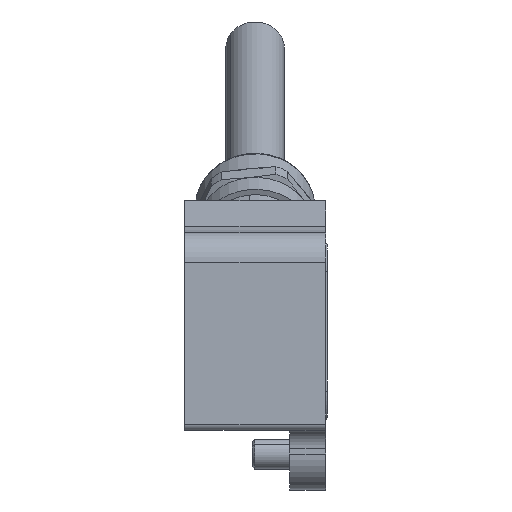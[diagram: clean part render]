
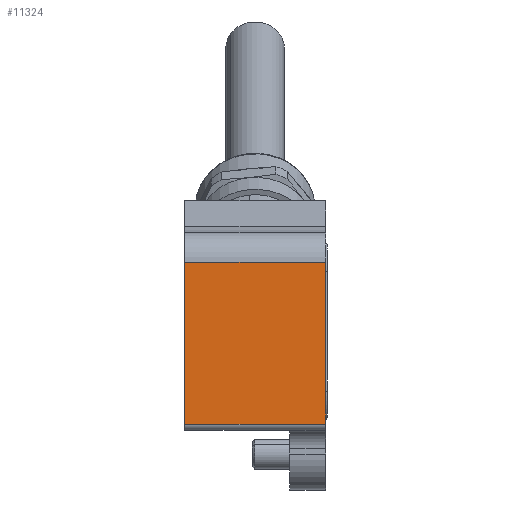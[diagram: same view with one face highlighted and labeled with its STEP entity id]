
A CAD part, left-side view. The second image highlights one B-rep face of the part: STEP entity #11324.
In plain terms, the highlighted planar face has unit normal (-1, 0, 0).
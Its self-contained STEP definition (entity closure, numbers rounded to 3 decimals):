
#997 = LINE ( 'NONE', #2802, #11803 ) ;
#1029 = ORIENTED_EDGE ( 'NONE', *, *, #5511, .T. ) ;
#1898 = ORIENTED_EDGE ( 'NONE', *, *, #7527, .T. ) ;
#1981 = DIRECTION ( 'NONE',  ( 0., 0., -1. ) ) ;
#2345 = LINE ( 'NONE', #7144, #3084 ) ;
#2748 = DIRECTION ( 'NONE',  ( 1., 0., 0. ) ) ;
#2785 = VERTEX_POINT ( 'NONE', #4558 ) ;
#2802 = CARTESIAN_POINT ( 'NONE',  ( -29., -12., 28. ) ) ;
#2855 = EDGE_LOOP ( 'NONE', ( #1029, #4245, #12793, #1898 ) ) ;
#3084 = VECTOR ( 'NONE', #6285, 1000. ) ;
#3182 = CARTESIAN_POINT ( 'NONE',  ( -29., 11.5, 45. ) ) ;
#4245 = ORIENTED_EDGE ( 'NONE', *, *, #7278, .T. ) ;
#4558 = CARTESIAN_POINT ( 'NONE',  ( -29., 11.5, 28. ) ) ;
#4865 = DIRECTION ( 'NONE',  ( 0., 1., 0. ) ) ;
#4898 = CARTESIAN_POINT ( 'NONE',  ( -29., -12., 28. ) ) ;
#5052 = CARTESIAN_POINT ( 'NONE',  ( -29., -12., 1. ) ) ;
#5251 = LINE ( 'NONE', #12173, #7901 ) ;
#5511 = EDGE_CURVE ( 'NONE', #2785, #8864, #8118, .T. ) ;
#5654 = FACE_OUTER_BOUND ( 'NONE', #2855, .T. ) ;
#6285 = DIRECTION ( 'NONE',  ( 0., 0., -1. ) ) ;
#6709 = VERTEX_POINT ( 'NONE', #5052 ) ;
#6894 = AXIS2_PLACEMENT_3D ( 'NONE', #10850, #2748, #1981 ) ;
#7137 = DIRECTION ( 'NONE',  ( 0., 0., -1. ) ) ;
#7144 = CARTESIAN_POINT ( 'NONE',  ( -29., -12., 45. ) ) ;
#7278 = EDGE_CURVE ( 'NONE', #8864, #6709, #5251, .T. ) ;
#7527 = EDGE_CURVE ( 'NONE', #8334, #2785, #997, .T. ) ;
#7901 = VECTOR ( 'NONE', #9234, 1000. ) ;
#8118 = LINE ( 'NONE', #3182, #12634 ) ;
#8334 = VERTEX_POINT ( 'NONE', #4898 ) ;
#8864 = VERTEX_POINT ( 'NONE', #12104 ) ;
#9234 = DIRECTION ( 'NONE',  ( 0., -1., 0. ) ) ;
#10850 = CARTESIAN_POINT ( 'NONE',  ( -29., -12., 45. ) ) ;
#11324 = ADVANCED_FACE ( 'NONE', ( #5654 ), #11804, .F. ) ;
#11803 = VECTOR ( 'NONE', #4865, 1000. ) ;
#11804 = PLANE ( 'NONE',  #6894 ) ;
#12104 = CARTESIAN_POINT ( 'NONE',  ( -29., 11.5, 1. ) ) ;
#12173 = CARTESIAN_POINT ( 'NONE',  ( -29., -12., 1. ) ) ;
#12593 = EDGE_CURVE ( 'NONE', #8334, #6709, #2345, .T. ) ;
#12634 = VECTOR ( 'NONE', #7137, 1000. ) ;
#12793 = ORIENTED_EDGE ( 'NONE', *, *, #12593, .F. ) ;
